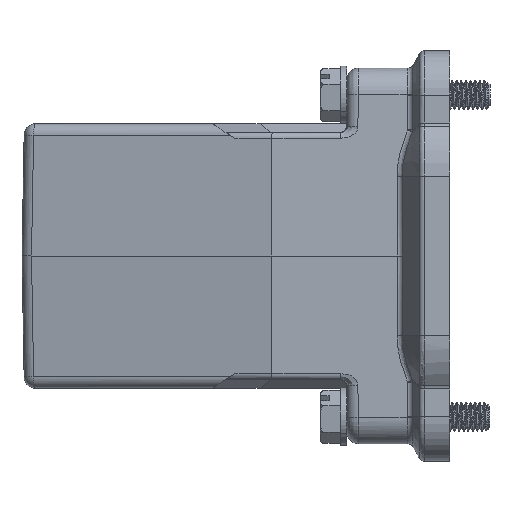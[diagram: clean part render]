
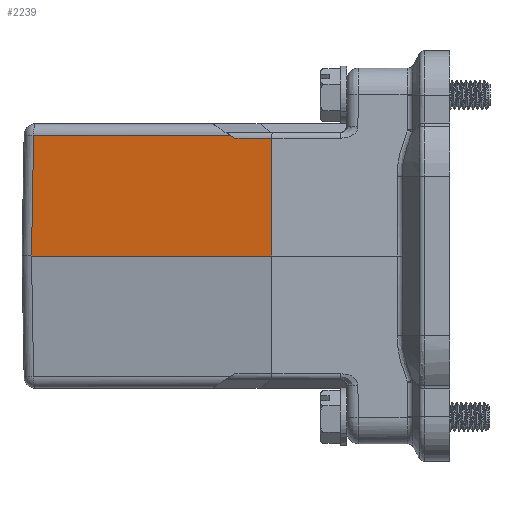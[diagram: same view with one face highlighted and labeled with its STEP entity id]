
A CAD part, left-side view. The second image highlights one B-rep face of the part: STEP entity #2239.
In plain terms, the highlighted planar face has unit normal (-0.985, 0.174, 0.018).
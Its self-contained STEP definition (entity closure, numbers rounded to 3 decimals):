
#1370=PLANE('',#15245);
#2239=ADVANCED_FACE('',(#3363),#1370,.F.);
#3363=FACE_OUTER_BOUND('',#4237,.T.);
#4237=EDGE_LOOP('',(#8044,#8045,#8046,#8047,#8048,#8049));
#8044=ORIENTED_EDGE('',*,*,#12061,.T.);
#8045=ORIENTED_EDGE('',*,*,#12058,.F.);
#8046=ORIENTED_EDGE('',*,*,#12040,.F.);
#8047=ORIENTED_EDGE('',*,*,#12095,.F.);
#8048=ORIENTED_EDGE('',*,*,#12089,.T.);
#8049=ORIENTED_EDGE('',*,*,#12093,.F.);
#10119=VERTEX_POINT('',#40202);
#10121=VERTEX_POINT('',#40209);
#10127=VERTEX_POINT('',#40247);
#10129=VERTEX_POINT('',#40264);
#10141=VERTEX_POINT('',#40505);
#10142=VERTEX_POINT('',#40507);
#12040=EDGE_CURVE('',#10121,#10119,#13063,.T.);
#12058=EDGE_CURVE('',#10119,#10127,#13072,.T.);
#12061=EDGE_CURVE('',#10129,#10127,#13074,.T.);
#12089=EDGE_CURVE('',#10142,#10141,#13087,.T.);
#12093=EDGE_CURVE('',#10129,#10141,#13090,.T.);
#12095=EDGE_CURVE('',#10142,#10121,#13092,.T.);
#13063=LINE('',#40210,#13972);
#13072=LINE('',#40246,#13981);
#13074=LINE('',#40263,#13983);
#13087=LINE('',#40506,#13996);
#13090=LINE('',#40519,#13999);
#13092=LINE('',#40522,#14001);
#13972=VECTOR('',#17786,1.);
#13981=VECTOR('',#17831,1.);
#13983=VECTOR('',#17835,1.);
#13996=VECTOR('',#17880,1.);
#13999=VECTOR('',#17887,1.);
#14001=VECTOR('',#17891,1.);
#15245=AXIS2_PLACEMENT_3D('',#40523,#17892,#17893);
#17786=DIRECTION('',(0.015,-0.017,1.));
#17831=DIRECTION('',(-0.174,-0.985,0.));
#17835=DIRECTION('',(0.159,0.854,0.495));
#17880=DIRECTION('',(0.017,-0.002,1.));
#17887=DIRECTION('',(-0.174,-0.985,0.));
#17891=DIRECTION('',(0.174,0.985,0.));
#17892=DIRECTION('',(0.985,-0.174,-0.017));
#17893=DIRECTION('',(-0.174,-0.985,0.));
#40202=CARTESIAN_POINT('',(-3.594,120.643,77.763));
#40209=CARTESIAN_POINT('',(-3.902,121.01,56.728));
#40210=CARTESIAN_POINT('',(-3.902,121.01,56.728));
#40246=CARTESIAN_POINT('',(-3.594,120.643,77.763));
#40247=CARTESIAN_POINT('',(-9.613,86.506,77.763));
#40263=CARTESIAN_POINT('',(-9.78,85.613,77.245));
#40264=CARTESIAN_POINT('',(-9.78,85.613,77.245));
#40505=CARTESIAN_POINT('',(-10.914,79.182,77.245));
#40506=CARTESIAN_POINT('',(-11.272,79.214,56.728));
#40507=CARTESIAN_POINT('',(-11.272,79.214,56.728));
#40519=CARTESIAN_POINT('',(-9.78,85.613,77.245));
#40522=CARTESIAN_POINT('',(-11.272,79.214,56.728));
#40523=CARTESIAN_POINT('',(-11.272,79.214,56.728));
